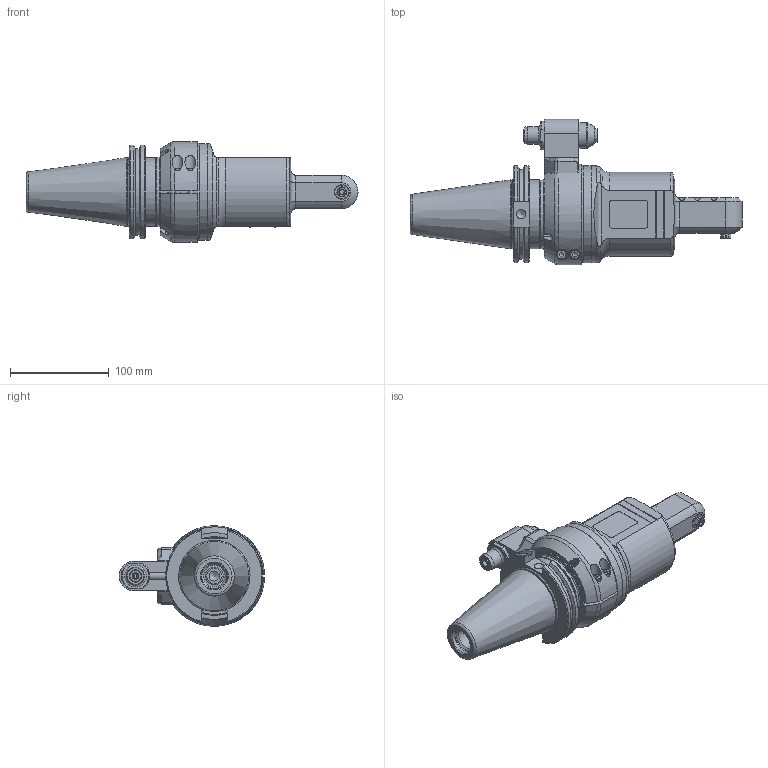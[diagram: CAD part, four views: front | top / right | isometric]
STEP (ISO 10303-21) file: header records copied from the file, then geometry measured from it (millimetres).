
FILE_DESCRIPTION(/* description */ ('9.FS9.06000-4C50'),/* implementation_level */ '2;1');
FILE_NAME(/* name */ '9.FS9.06000-4C50.stp',/* time_stamp */ '2021-08-18T14:46:50-04:00',/* author */ ('dalloco'),/* organization */ (''),/* preprocessor_version */ 'ST-DEVELOPER v16.13',/* originating_system */ 'Autodesk Inventor 2018',/* authorisation */ '');
FILE_SCHEMA (('AUTOMOTIVE_DESIGN { 1 0 10303 214 3 1 1 }'));
Products named in the file (3): 9.FS9.06000-4C50; 9_GA1_458_2  (Type 1, Cat50, 80mm); 9_FS9_06000
Assembly tree (2 placements, depth 2):
  9.FS9.06000-4C50
    9_GA1_458_2  (Type 1, Cat50, 80mm)
    9_FS9_06000
Bounding box: 336.6 x 147.23 x 101.99 mm (x, y, z)
Volume: 1350674 mm3; surface area: 160142.4 mm2
Topology: 5 solids, 5 shells, 537 faces, 1366 edges, 885 vertices
Faces by surface type: plane 286, cylinder 125, cone 79, torus 37, bspline 6, sphere 4
Full cylindrical faces by diameter (mm): 2.5 x3, 2.6 x2, 3 x2, 5 x3, 5.5 x6, 6 x12, 6.5 x1, 7 x1, 8 x3, 8.5 x2, 9.525 x1, 10 x4, 10.4 x2, 11 x2, 12 x2, 12.5 x1, 14 x1, 18 x2, 21.963 x1, 26 x1, 26.187 x1, 26.8 x1, 27 x1, 45 x1, 65 x1, 69.25 x1, 69.85 x1, 98 x1, 98.2 x1
Entity records: 56824 total; most frequent: CARTESIAN_POINT 44902, DIRECTION 2413, ORIENTED_EDGE 2344, EDGE_CURVE 1171, AXIS2_PLACEMENT_3D 917, VERTEX_POINT 820, EDGE_LOOP 721, LINE 579
